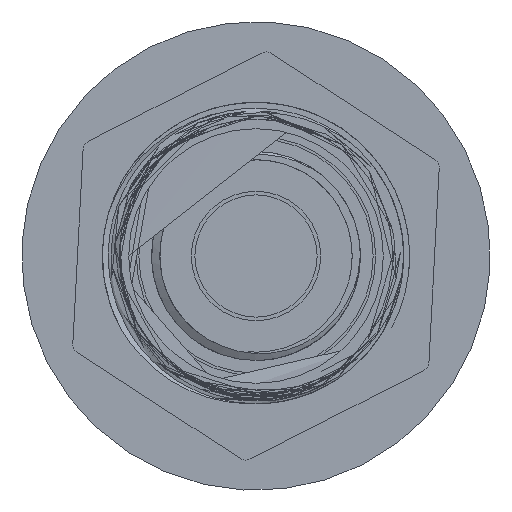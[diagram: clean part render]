
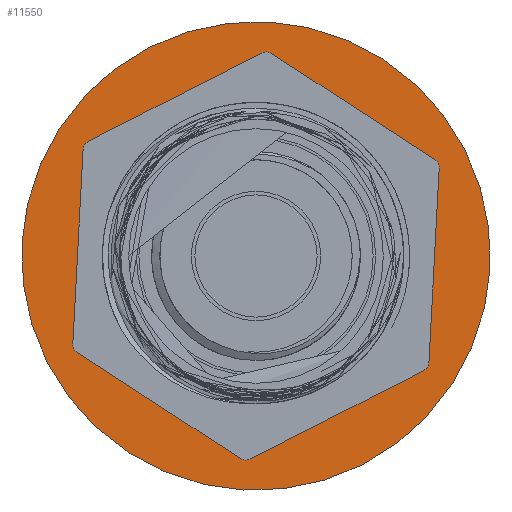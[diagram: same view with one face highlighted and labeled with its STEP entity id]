
A CAD part, front view. The second image highlights one B-rep face of the part: STEP entity #11550.
In plain terms, the highlighted face is planar.
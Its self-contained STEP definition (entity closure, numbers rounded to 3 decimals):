
#171 = VERTEX_POINT ( 'NONE', #25748 ) ;
#294 = CARTESIAN_POINT ( 'NONE',  ( 0., 1.8, 0. ) ) ;
#741 = VECTOR ( 'NONE', #16688, 1000. ) ;
#808 = DIRECTION ( 'NONE',  ( 0., 0., -1. ) ) ;
#882 = ORIENTED_EDGE ( 'NONE', *, *, #14912, .F. ) ;
#921 = AXIS2_PLACEMENT_3D ( 'NONE', #6985, #26442, #3109 ) ;
#1125 = ORIENTED_EDGE ( 'NONE', *, *, #29913, .T. ) ;
#1133 = ORIENTED_EDGE ( 'NONE', *, *, #10235, .F. ) ;
#1218 = ORIENTED_EDGE ( 'NONE', *, *, #11046, .F. ) ;
#1412 = DIRECTION ( 'NONE',  ( 0., 1., 0. ) ) ;
#1823 = DIRECTION ( 'NONE',  ( 0., 0., 1. ) ) ;
#1874 = VECTOR ( 'NONE', #22539, 1000. ) ;
#1946 = ORIENTED_EDGE ( 'NONE', *, *, #27422, .T. ) ;
#1984 = CARTESIAN_POINT ( 'NONE',  ( 10.392, 1.8, 17. ) ) ;
#2255 = VERTEX_POINT ( 'NONE', #18310 ) ;
#2262 = ORIENTED_EDGE ( 'NONE', *, *, #24068, .F. ) ;
#2336 = CARTESIAN_POINT ( 'NONE',  ( 10.392, 1.8, 17. ) ) ;
#2623 = DIRECTION ( 'NONE',  ( 0., 0., 1. ) ) ;
#2795 = VERTEX_POINT ( 'NONE', #2997 ) ;
#2997 = CARTESIAN_POINT ( 'NONE',  ( -9.526, 1.8, 17.5 ) ) ;
#3104 = EDGE_CURVE ( 'NONE', #20164, #24500, #18793, .T. ) ;
#3109 = DIRECTION ( 'NONE',  ( 0., 0., 1. ) ) ;
#3307 = DIRECTION ( 'NONE',  ( 0., 0., 1. ) ) ;
#3567 = CARTESIAN_POINT ( 'NONE',  ( 9.526, 1.8, -16.5 ) ) ;
#3589 = AXIS2_PLACEMENT_3D ( 'NONE', #6486, #15967, #1823 ) ;
#3660 = VERTEX_POINT ( 'NONE', #29932 ) ;
#3879 = EDGE_CURVE ( 'NONE', #17991, #7132, #28989, .T. ) ;
#4054 = VECTOR ( 'NONE', #18293, 1000. ) ;
#4482 = EDGE_LOOP ( 'NONE', ( #1946, #1125 ) ) ;
#4598 = EDGE_CURVE ( 'NONE', #15142, #3660, #21079, .T. ) ;
#4621 = AXIS2_PLACEMENT_3D ( 'NONE', #27355, #29240, #19880 ) ;
#4643 = CARTESIAN_POINT ( 'NONE',  ( 10.392, 1.8, -17. ) ) ;
#6298 = AXIS2_PLACEMENT_3D ( 'NONE', #3567, #12906, #13048 ) ;
#6434 = ORIENTED_EDGE ( 'NONE', *, *, #10233, .F. ) ;
#6486 = CARTESIAN_POINT ( 'NONE',  ( -19.053, 1.8, 0. ) ) ;
#6949 = CARTESIAN_POINT ( 'NONE',  ( -19.919, 1.8, 0.5 ) ) ;
#6985 = CARTESIAN_POINT ( 'NONE',  ( 0., 1.8, 0. ) ) ;
#7132 = VERTEX_POINT ( 'NONE', #4643 ) ;
#7294 = CARTESIAN_POINT ( 'NONE',  ( -10.392, 1.8, -17. ) ) ;
#7296 = VERTEX_POINT ( 'NONE', #2336 ) ;
#7572 = PLANE ( 'NONE',  #22972 ) ;
#7605 = DIRECTION ( 'NONE',  ( -0.5, 0., 0.866 ) ) ;
#8760 = AXIS2_PLACEMENT_3D ( 'NONE', #13238, #17770, #3307 ) ;
#9307 = CARTESIAN_POINT ( 'NONE',  ( 19.919, 1.8, -0.5 ) ) ;
#9524 = CARTESIAN_POINT ( 'NONE',  ( -19.919, 1.8, 0.5 ) ) ;
#9544 = LINE ( 'NONE', #16857, #741 ) ;
#10082 = CARTESIAN_POINT ( 'NONE',  ( -19.919, 1.8, -0.5 ) ) ;
#10233 = EDGE_CURVE ( 'NONE', #7296, #2255, #13168, .T. ) ;
#10235 = EDGE_CURVE ( 'NONE', #24500, #15142, #16995, .T. ) ;
#10469 = CARTESIAN_POINT ( 'NONE',  ( 19.919, 1.8, -0.5 ) ) ;
#10565 = CIRCLE ( 'NONE', #16517, 1. ) ;
#10674 = CARTESIAN_POINT ( 'NONE',  ( -9.526, 1.8, -17.5 ) ) ;
#10713 = EDGE_CURVE ( 'NONE', #2255, #17991, #10565, .T. ) ;
#10946 = VERTEX_POINT ( 'NONE', #11037 ) ;
#11037 = CARTESIAN_POINT ( 'NONE',  ( 9.526, 1.8, 17.5 ) ) ;
#11046 = EDGE_CURVE ( 'NONE', #3660, #2795, #26491, .T. ) ;
#11340 = EDGE_LOOP ( 'NONE', ( #1218, #26140, #1133, #23290, #22646, #882, #2262, #21916, #28977, #6434, #22601, #20548 ) ) ;
#11550 = ADVANCED_FACE ( 'NONE', ( #19374, #28887 ), #7572, .T. ) ;
#12376 = VECTOR ( 'NONE', #30585, 1000. ) ;
#12382 = CARTESIAN_POINT ( 'NONE',  ( -10.392, 1.8, -17. ) ) ;
#12906 = DIRECTION ( 'NONE',  ( 0., 1., 0. ) ) ;
#12907 = EDGE_CURVE ( 'NONE', #2795, #10946, #9544, .T. ) ;
#13048 = DIRECTION ( 'NONE',  ( 0., 0., 1. ) ) ;
#13067 = CARTESIAN_POINT ( 'NONE',  ( 9.526, 1.8, -17.5 ) ) ;
#13168 = LINE ( 'NONE', #1984, #4054 ) ;
#13238 = CARTESIAN_POINT ( 'NONE',  ( -9.526, 1.8, -16.5 ) ) ;
#14300 = VECTOR ( 'NONE', #15139, 1000. ) ;
#14912 = EDGE_CURVE ( 'NONE', #28587, #19910, #17898, .T. ) ;
#15139 = DIRECTION ( 'NONE',  ( -0.5, 0., -0.866 ) ) ;
#15142 = VERTEX_POINT ( 'NONE', #9524 ) ;
#15967 = DIRECTION ( 'NONE',  ( 0., 1., 0. ) ) ;
#16424 = DIRECTION ( 'NONE',  ( 0., 1., 0. ) ) ;
#16517 = AXIS2_PLACEMENT_3D ( 'NONE', #26939, #1412, #808 ) ;
#16688 = DIRECTION ( 'NONE',  ( 1., 0., 0. ) ) ;
#16755 = CARTESIAN_POINT ( 'NONE',  ( 9.526, 1.8, 16.5 ) ) ;
#16857 = CARTESIAN_POINT ( 'NONE',  ( -9.526, 1.8, 17.5 ) ) ;
#16995 = CIRCLE ( 'NONE', #3589, 1. ) ;
#17770 = DIRECTION ( 'NONE',  ( 0., 1., 0. ) ) ;
#17898 = LINE ( 'NONE', #13067, #1874 ) ;
#17991 = VERTEX_POINT ( 'NONE', #9307 ) ;
#18293 = DIRECTION ( 'NONE',  ( 0.5, 0., -0.866 ) ) ;
#18310 = CARTESIAN_POINT ( 'NONE',  ( 19.919, 1.8, 0.5 ) ) ;
#18418 = CARTESIAN_POINT ( 'NONE',  ( 0., 1.8, -23. ) ) ;
#18793 = LINE ( 'NONE', #7294, #26402 ) ;
#18876 = EDGE_CURVE ( 'NONE', #10946, #7296, #25094, .T. ) ;
#19374 = FACE_BOUND ( 'NONE', #11340, .T. ) ;
#19880 = DIRECTION ( 'NONE',  ( 0., 0., 1. ) ) ;
#19910 = VERTEX_POINT ( 'NONE', #10674 ) ;
#20164 = VERTEX_POINT ( 'NONE', #12382 ) ;
#20217 = AXIS2_PLACEMENT_3D ( 'NONE', #294, #26271, #24244 ) ;
#20548 = ORIENTED_EDGE ( 'NONE', *, *, #12907, .F. ) ;
#21079 = LINE ( 'NONE', #6949, #12376 ) ;
#21916 = ORIENTED_EDGE ( 'NONE', *, *, #3879, .F. ) ;
#22183 = CIRCLE ( 'NONE', #8760, 1. ) ;
#22539 = DIRECTION ( 'NONE',  ( -1., 0., 0. ) ) ;
#22601 = ORIENTED_EDGE ( 'NONE', *, *, #18876, .F. ) ;
#22646 = ORIENTED_EDGE ( 'NONE', *, *, #28525, .F. ) ;
#22972 = AXIS2_PLACEMENT_3D ( 'NONE', #28272, #16424, #25921 ) ;
#23290 = ORIENTED_EDGE ( 'NONE', *, *, #3104, .F. ) ;
#23593 = AXIS2_PLACEMENT_3D ( 'NONE', #16755, #23916, #2623 ) ;
#23916 = DIRECTION ( 'NONE',  ( 0., 1., 0. ) ) ;
#24068 = EDGE_CURVE ( 'NONE', #7132, #28587, #28161, .T. ) ;
#24244 = DIRECTION ( 'NONE',  ( 0., 0., 1. ) ) ;
#24500 = VERTEX_POINT ( 'NONE', #10082 ) ;
#25058 = CARTESIAN_POINT ( 'NONE',  ( 9.526, 1.8, -17.5 ) ) ;
#25094 = CIRCLE ( 'NONE', #23593, 1. ) ;
#25713 = CIRCLE ( 'NONE', #921, 23. ) ;
#25748 = CARTESIAN_POINT ( 'NONE',  ( 0., 1.8, 23. ) ) ;
#25921 = DIRECTION ( 'NONE',  ( 0., 0., 1. ) ) ;
#26140 = ORIENTED_EDGE ( 'NONE', *, *, #4598, .F. ) ;
#26271 = DIRECTION ( 'NONE',  ( 0., 1., 0. ) ) ;
#26402 = VECTOR ( 'NONE', #7605, 1000. ) ;
#26442 = DIRECTION ( 'NONE',  ( 0., 1., 0. ) ) ;
#26491 = CIRCLE ( 'NONE', #4621, 1. ) ;
#26939 = CARTESIAN_POINT ( 'NONE',  ( 19.053, 1.8, 0. ) ) ;
#27355 = CARTESIAN_POINT ( 'NONE',  ( -9.526, 1.8, 16.5 ) ) ;
#27422 = EDGE_CURVE ( 'NONE', #29283, #171, #29172, .T. ) ;
#28161 = CIRCLE ( 'NONE', #6298, 1. ) ;
#28272 = CARTESIAN_POINT ( 'NONE',  ( 0., 1.8, 0. ) ) ;
#28525 = EDGE_CURVE ( 'NONE', #19910, #20164, #22183, .T. ) ;
#28587 = VERTEX_POINT ( 'NONE', #25058 ) ;
#28887 = FACE_OUTER_BOUND ( 'NONE', #4482, .T. ) ;
#28977 = ORIENTED_EDGE ( 'NONE', *, *, #10713, .F. ) ;
#28989 = LINE ( 'NONE', #10469, #14300 ) ;
#29172 = CIRCLE ( 'NONE', #20217, 23. ) ;
#29240 = DIRECTION ( 'NONE',  ( 0., 1., 0. ) ) ;
#29283 = VERTEX_POINT ( 'NONE', #18418 ) ;
#29913 = EDGE_CURVE ( 'NONE', #171, #29283, #25713, .T. ) ;
#29932 = CARTESIAN_POINT ( 'NONE',  ( -10.392, 1.8, 17. ) ) ;
#30585 = DIRECTION ( 'NONE',  ( 0.5, 0., 0.866 ) ) ;
